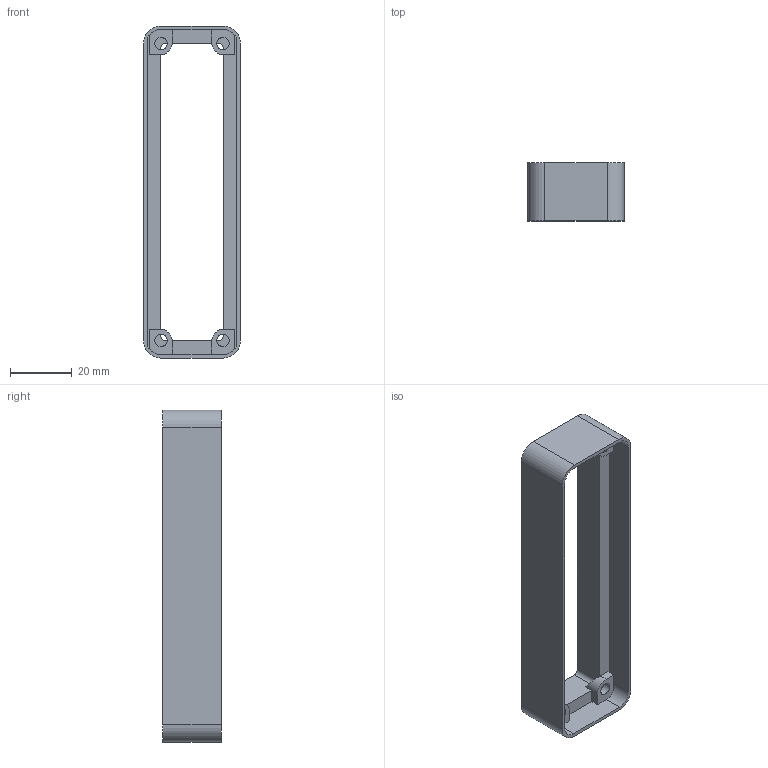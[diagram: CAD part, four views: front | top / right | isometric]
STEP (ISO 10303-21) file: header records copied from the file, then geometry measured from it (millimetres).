
FILE_DESCRIPTION(/* description */ (''),/* implementation_level */ '2;1');
FILE_NAME(/* name */ 'Case.step',/* time_stamp */ '2023-07-23T12:53:34+02:00',/* author */ (''),/* organization */ (''),/* preprocessor_version */ 'ST-DEVELOPER v19.2',/* originating_system */ 'Autodesk Translation Framework v12.6.0.85',/* authorisation */ '');
FILE_SCHEMA (('AUTOMOTIVE_DESIGN { 1 0 10303 214 3 1 1 }'));
Length unit declared in the file: millimetre
Products named in the file (1): Case
Bounding box: 31.4 x 18.8 x 107.4 mm (x, y, z)
Volume: 17588.2 mm3; surface area: 12802.9 mm2
Topology: 1 solids, 1 shells, 66 faces, 204 edges, 136 vertices
Faces by surface type: plane 46, cylinder 20
Full cylindrical faces by diameter (mm): 4 x4
Entity records: 2345 total; most frequent: ORIENTED_EDGE 408, CARTESIAN_POINT 407, DIRECTION 402, EDGE_CURVE 204, LINE 140, VECTOR 140, VERTEX_POINT 136, AXIS2_PLACEMENT_3D 131
